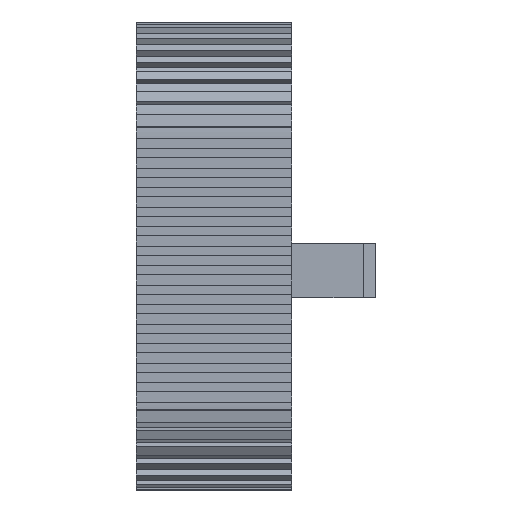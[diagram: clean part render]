
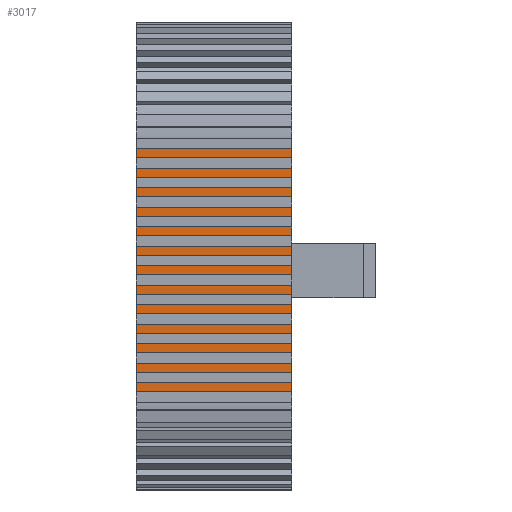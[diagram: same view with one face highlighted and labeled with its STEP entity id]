
A CAD part, front view. The second image highlights one B-rep face of the part: STEP entity #3017.
In plain terms, the highlighted planar face has unit normal (0, -1, 0.001).
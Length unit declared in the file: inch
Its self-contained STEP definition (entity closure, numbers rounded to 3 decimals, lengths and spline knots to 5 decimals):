
#6 = CARTESIAN_POINT ( 'NONE',  ( -0.02275, -0.60719, 0.39775 ) ) ;
#316 = CARTESIAN_POINT ( 'NONE',  ( -0.81955, -0.60755, 0.00055 ) ) ;
#514 = CARTESIAN_POINT ( 'NONE',  ( -0.02275, -0.60597, 1.73854 ) ) ;
#1076 = VERTEX_POINT ( 'NONE', #1142 ) ;
#1142 = CARTESIAN_POINT ( 'NONE',  ( -0.81955, -0.60719, 0.39775 ) ) ;
#1212 = VERTEX_POINT ( 'NONE', #9421 ) ;
#2308 = LINE ( 'NONE', #6316, #5722 ) ;
#2317 = LINE ( 'NONE', #5412, #6578 ) ;
#3017 = ADVANCED_FACE ( 'NONE', ( #8860 ), #7951, .F. ) ;
#3339 = EDGE_CURVE ( 'NONE', #9353, #1076, #4397, .T. ) ;
#3431 = DIRECTION ( 'NONE',  ( 0., -0.001, -1. ) ) ;
#4397 = LINE ( 'NONE', #316, #6472 ) ;
#4404 = EDGE_CURVE ( 'NONE', #9588, #1076, #2308, .T. ) ;
#4653 = DIRECTION ( 'NONE',  ( -1., 0., 0. ) ) ;
#5412 = CARTESIAN_POINT ( 'NONE',  ( -0.02275, -0.60755, 0.00055 ) ) ;
#5722 = VECTOR ( 'NONE', #11306, 39.37008 ) ;
#6316 = CARTESIAN_POINT ( 'NONE',  ( -0.02275, -0.60719, 0.39775 ) ) ;
#6472 = VECTOR ( 'NONE', #7544, 39.37008 ) ;
#6578 = VECTOR ( 'NONE', #3431, 39.37008 ) ;
#6833 = DIRECTION ( 'NONE',  ( -1., 0., 0. ) ) ;
#7478 = ORIENTED_EDGE ( 'NONE', *, *, #11483, .F. ) ;
#7544 = DIRECTION ( 'NONE',  ( 0., -0.001, -1. ) ) ;
#7818 = ORIENTED_EDGE ( 'NONE', *, *, #3339, .T. ) ;
#7951 = PLANE ( 'NONE',  #11090 ) ;
#8669 = CARTESIAN_POINT ( 'NONE',  ( -0.02275, -0.60755, 0.00055 ) ) ;
#8860 = FACE_OUTER_BOUND ( 'NONE', #10472, .T. ) ;
#9353 = VERTEX_POINT ( 'NONE', #12418 ) ;
#9411 = ORIENTED_EDGE ( 'NONE', *, *, #4404, .F. ) ;
#9421 = CARTESIAN_POINT ( 'NONE',  ( -0.02275, -0.60597, 1.73854 ) ) ;
#9588 = VERTEX_POINT ( 'NONE', #6 ) ;
#9884 = EDGE_CURVE ( 'NONE', #1212, #9353, #10632, .T. ) ;
#10472 = EDGE_LOOP ( 'NONE', ( #12836, #7818, #9411, #7478 ) ) ;
#10632 = LINE ( 'NONE', #514, #11270 ) ;
#11090 = AXIS2_PLACEMENT_3D ( 'NONE', #8669, #12670, #6833 ) ;
#11270 = VECTOR ( 'NONE', #4653, 39.37008 ) ;
#11306 = DIRECTION ( 'NONE',  ( -1., 0., 0. ) ) ;
#11483 = EDGE_CURVE ( 'NONE', #1212, #9588, #2317, .T. ) ;
#12418 = CARTESIAN_POINT ( 'NONE',  ( -0.81955, -0.60597, 1.73854 ) ) ;
#12670 = DIRECTION ( 'NONE',  ( 0., 1., -0.001 ) ) ;
#12836 = ORIENTED_EDGE ( 'NONE', *, *, #9884, .T. ) ;
